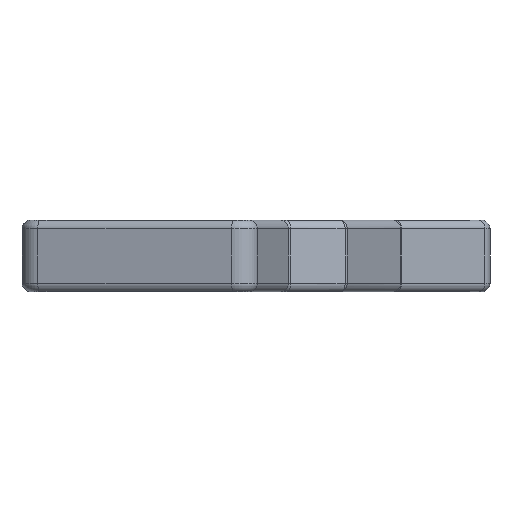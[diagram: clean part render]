
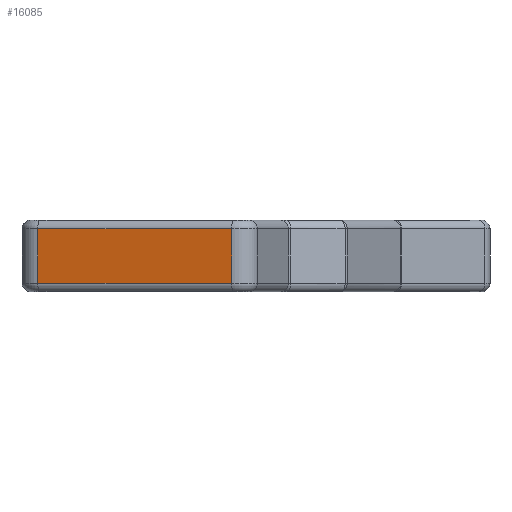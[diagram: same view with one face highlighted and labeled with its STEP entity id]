
A CAD part, left-side view. The second image highlights one B-rep face of the part: STEP entity #16085.
In plain terms, the highlighted planar face has unit normal (-0.966, 0.259, 0).
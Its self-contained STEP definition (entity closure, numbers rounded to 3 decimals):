
#14389=CARTESIAN_POINT('',(-73.058,-0.148,2.5));
#14390=VERTEX_POINT('',#14389);
#14415=CARTESIAN_POINT('',(-58.24,55.155,2.5));
#14416=VERTEX_POINT('',#14415);
#14426=CARTESIAN_POINT('',(-58.24,55.155,2.5));
#14427=DIRECTION('',(-0.259,-0.966,0.));
#14428=VECTOR('',#14427,57.254);
#14429=LINE('',#14426,#14428);
#14430=EDGE_CURVE('',#14416,#14390,#14429,.T.);
#14887=CARTESIAN_POINT('',(-73.058,-0.148,18.));
#14888=VERTEX_POINT('',#14887);
#14913=CARTESIAN_POINT('',(-58.24,55.155,18.));
#14914=VERTEX_POINT('',#14913);
#14922=CARTESIAN_POINT('',(-73.058,-0.148,18.));
#14923=DIRECTION('',(0.259,0.966,-0.));
#14924=VECTOR('',#14923,57.254);
#14925=LINE('',#14922,#14924);
#14926=EDGE_CURVE('',#14888,#14914,#14925,.T.);
#15296=CARTESIAN_POINT('',(-73.058,-0.148,2.5));
#15297=DIRECTION('',(0.,0.,1.));
#15298=VECTOR('',#15297,15.5);
#15299=LINE('',#15296,#15298);
#15300=EDGE_CURVE('',#14390,#14888,#15299,.T.);
#15361=CARTESIAN_POINT('',(-58.24,55.155,2.5));
#15362=DIRECTION('',(0.,0.,1.));
#15363=VECTOR('',#15362,15.5);
#15364=LINE('',#15361,#15363);
#15365=EDGE_CURVE('',#14416,#14914,#15364,.T.);
#16074=CARTESIAN_POINT('',(-64.743,30.884,5.));
#16075=DIRECTION('',(0.966,-0.259,0.));
#16076=DIRECTION('',(0.,0.,-1.));
#16077=AXIS2_PLACEMENT_3D('',#16074,#16075,#16076);
#16078=PLANE('',#16077);
#16079=ORIENTED_EDGE('',*,*,#15365,.F.);
#16080=ORIENTED_EDGE('',*,*,#14430,.T.);
#16081=ORIENTED_EDGE('',*,*,#15300,.T.);
#16082=ORIENTED_EDGE('',*,*,#14926,.T.);
#16083=EDGE_LOOP('',(#16079,#16080,#16081,#16082));
#16084=FACE_BOUND('',#16083,.T.);
#16085=ADVANCED_FACE('',(#16084),#16078,.F.);
